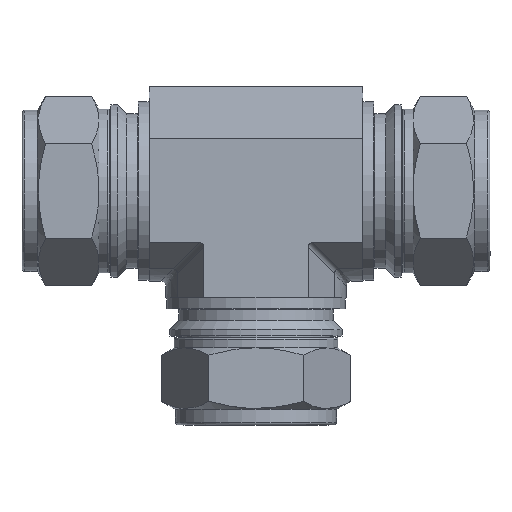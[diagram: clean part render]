
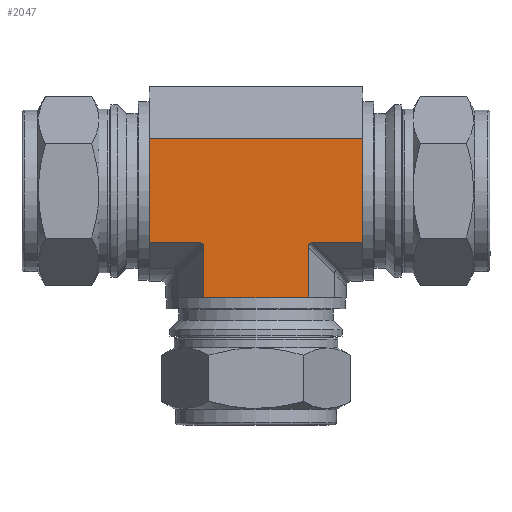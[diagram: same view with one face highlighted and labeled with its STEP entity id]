
A CAD part, top view. The second image highlights one B-rep face of the part: STEP entity #2047.
In plain terms, the highlighted planar face has unit normal (0, 0, 1).
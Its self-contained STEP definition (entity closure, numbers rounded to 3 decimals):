
#21=ELLIPSE('',#2294,1.291,1.);
#28=ELLIPSE('',#2312,1.291,1.);
#363=FACE_OUTER_BOUND('',#514,.T.);
#514=EDGE_LOOP('',(#1793,#1794,#1795,#1796,#1797,#1798,#1799,#1800,#1801,
#1802));
#611=LINE('',#3611,#725);
#619=LINE('',#3668,#733);
#624=LINE('',#3679,#738);
#625=LINE('',#3684,#739);
#626=LINE('',#3686,#740);
#627=LINE('',#3688,#741);
#628=LINE('',#3690,#742);
#629=LINE('',#3691,#743);
#725=VECTOR('',#2860,10.);
#733=VECTOR('',#2886,10.);
#738=VECTOR('',#2899,10.);
#739=VECTOR('',#2904,10.);
#740=VECTOR('',#2905,10.);
#741=VECTOR('',#2906,10.);
#742=VECTOR('',#2907,10.);
#743=VECTOR('',#2908,10.);
#953=VERTEX_POINT('',#3550);
#954=VERTEX_POINT('',#3551);
#964=VERTEX_POINT('',#3610);
#971=VERTEX_POINT('',#3658);
#972=VERTEX_POINT('',#3660);
#974=VERTEX_POINT('',#3666);
#978=VERTEX_POINT('',#3683);
#979=VERTEX_POINT('',#3685);
#980=VERTEX_POINT('',#3687);
#981=VERTEX_POINT('',#3689);
#1221=EDGE_CURVE('',#953,#954,#21,.T.);
#1236=EDGE_CURVE('',#964,#954,#611,.T.);
#1246=EDGE_CURVE('',#971,#972,#28,.T.);
#1250=EDGE_CURVE('',#974,#971,#619,.T.);
#1256=EDGE_CURVE('',#974,#964,#624,.T.);
#1258=EDGE_CURVE('',#953,#978,#625,.T.);
#1259=EDGE_CURVE('',#979,#978,#626,.T.);
#1260=EDGE_CURVE('',#980,#979,#627,.T.);
#1261=EDGE_CURVE('',#980,#981,#628,.T.);
#1262=EDGE_CURVE('',#981,#972,#629,.T.);
#1793=ORIENTED_EDGE('',*,*,#1258,.T.);
#1794=ORIENTED_EDGE('',*,*,#1259,.F.);
#1795=ORIENTED_EDGE('',*,*,#1260,.F.);
#1796=ORIENTED_EDGE('',*,*,#1261,.T.);
#1797=ORIENTED_EDGE('',*,*,#1262,.T.);
#1798=ORIENTED_EDGE('',*,*,#1246,.F.);
#1799=ORIENTED_EDGE('',*,*,#1250,.F.);
#1800=ORIENTED_EDGE('',*,*,#1256,.T.);
#1801=ORIENTED_EDGE('',*,*,#1236,.T.);
#1802=ORIENTED_EDGE('',*,*,#1221,.F.);
#1917=PLANE('',#2319);
#2047=ADVANCED_FACE('',(#363),#1917,.T.);
#2294=AXIS2_PLACEMENT_3D('',#3552,#2830,#2831);
#2312=AXIS2_PLACEMENT_3D('',#3661,#2879,#2880);
#2319=AXIS2_PLACEMENT_3D('',#3682,#2902,#2903);
#2830=DIRECTION('center_axis',(0.,0.,
1.));
#2831=DIRECTION('ref_axis',(-0.707,0.707,0.));
#2860=DIRECTION('',(0.,1.,0.));
#2879=DIRECTION('center_axis',(0.,0.,
1.));
#2880=DIRECTION('ref_axis',(0.707,0.707,0.));
#2886=DIRECTION('',(0.,1.,0.));
#2899=DIRECTION('',(1.,0.,0.));
#2902=DIRECTION('center_axis',(0.,0.,
1.));
#2903=DIRECTION('ref_axis',(0.,-1.,0.));
#2904=DIRECTION('',(1.,0.,0.));
#2905=DIRECTION('',(0.,-1.,0.));
#2906=DIRECTION('',(1.,0.,0.));
#2907=DIRECTION('',(0.,-1.,0.));
#2908=DIRECTION('',(1.,0.,0.));
#3550=CARTESIAN_POINT('',(10.941,-10.075,17.45));
#3551=CARTESIAN_POINT('',(10.075,-10.941,17.45));
#3552=CARTESIAN_POINT('Origin',(11.229,-11.229,17.45));
#3610=CARTESIAN_POINT('',(10.075,-20.7,17.45));
#3611=CARTESIAN_POINT('',(10.075,-20.7,17.45));
#3658=CARTESIAN_POINT('',(-10.075,-10.941,17.45));
#3660=CARTESIAN_POINT('',(-10.941,-10.075,17.45));
#3661=CARTESIAN_POINT('Origin',(-11.229,-11.229,17.45));
#3666=CARTESIAN_POINT('',(-10.075,-20.7,17.45));
#3668=CARTESIAN_POINT('',(-10.075,-20.7,17.45));
#3679=CARTESIAN_POINT('',(-10.075,-20.7,17.45));
#3682=CARTESIAN_POINT('Origin',(-20.7,10.075,17.45));
#3683=CARTESIAN_POINT('',(20.7,-10.075,17.45));
#3684=CARTESIAN_POINT('',(-20.7,-10.075,17.45));
#3685=CARTESIAN_POINT('',(20.7,10.075,17.45));
#3686=CARTESIAN_POINT('',(20.7,5.712,17.45));
#3687=CARTESIAN_POINT('',(-20.7,10.075,17.45));
#3688=CARTESIAN_POINT('',(-20.7,10.075,17.45));
#3689=CARTESIAN_POINT('',(-20.7,-10.075,17.45));
#3690=CARTESIAN_POINT('',(-20.7,10.075,17.45));
#3691=CARTESIAN_POINT('',(-20.7,-10.075,17.45));
